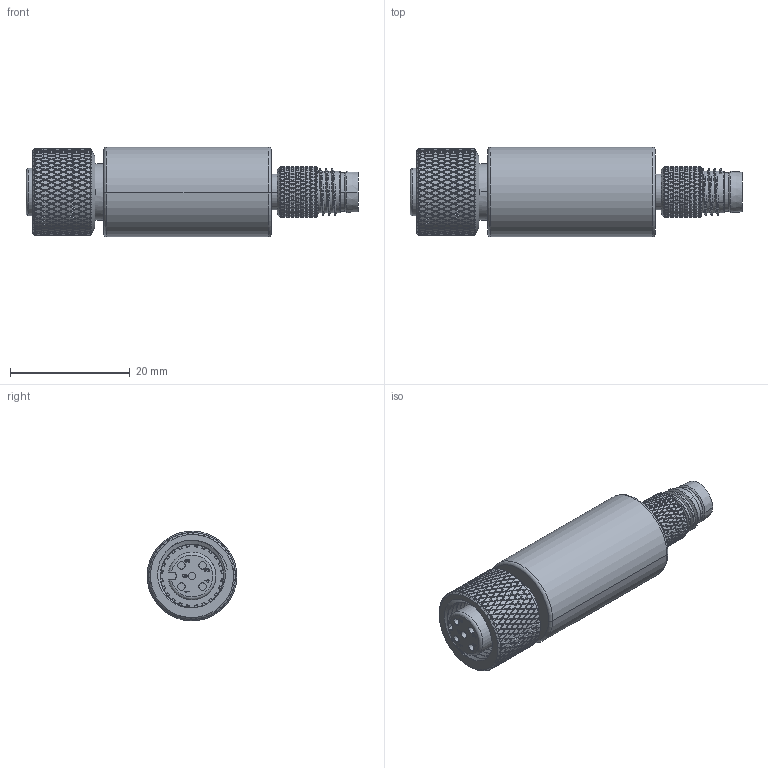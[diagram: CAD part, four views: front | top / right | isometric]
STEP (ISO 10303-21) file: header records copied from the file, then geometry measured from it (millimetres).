
FILE_DESCRIPTION((''),'2;1');
FILE_NAME('233803_ASM','2023-06-20T09:10:41',('banengservice'),('BANNER ENGINEERING'),'CREO PARAMETRIC BY PTC INC, 2022414','CREO PARAMETRIC BY PTC INC, 2022414','');
FILE_SCHEMA(('CONFIG_CONTROL_DESIGN'));
Products named in the file (2): 233803_EP02; 233803_ASM
Assembly tree (1 placements, depth 2):
  233803_ASM
    233803_EP02
Bounding box: 55.5 x 15 x 15 mm (x, y, z)
Volume: 6741.7 mm3; surface area: 4840.9 mm2
Topology: 1 solids, 1 shells, 4617 faces, 10156 edges, 5531 vertices
Faces by surface type: bspline 3290, cylinder 1143, plane 125, extrusion 34, cone 16, torus 5, sphere 4
Entity records: 211492 total; most frequent: CARTESIAN_POINT 131770, ORIENTED_EDGE 20296, EDGE_CURVE 10148, DIRECTION 9390, B_SPLINE_CURVE_WITH_KNOTS 5940, VERTEX_POINT 5531, EDGE_LOOP 4655, FACE_OUTER_BOUND 4617
